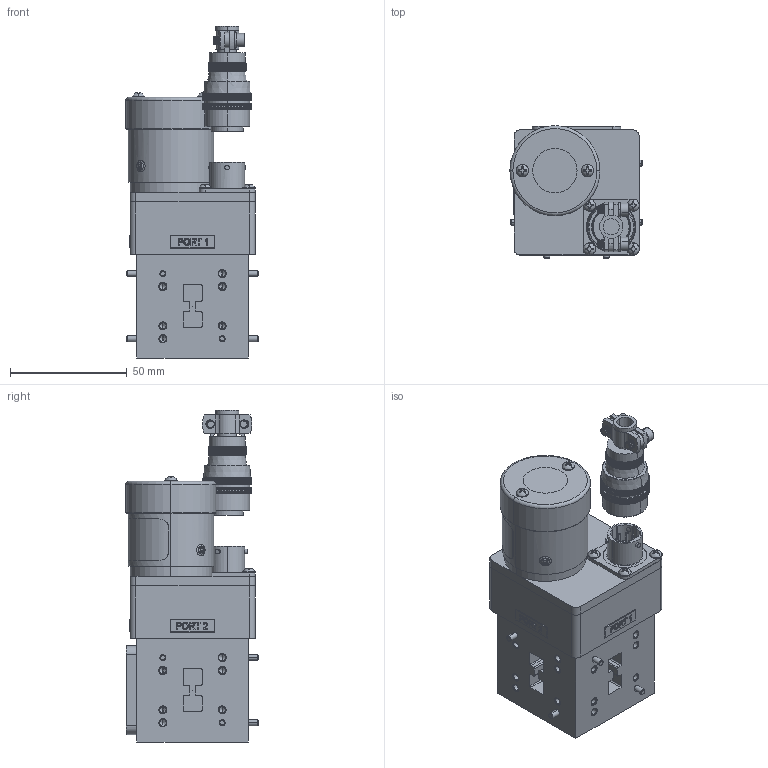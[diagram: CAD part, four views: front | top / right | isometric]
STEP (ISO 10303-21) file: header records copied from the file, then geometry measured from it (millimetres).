
FILE_DESCRIPTION (( 'STEP AP214' ), '1' );
FILE_NAME ('PEWGS6044-45-46-47 ¦ FMWGS6044-45-46-47.step', '2021-04-23T16:23:07', ( '' ), ( '' ), 'SwSTEP 2.0', 'SolidWorks 2020', '' );
FILE_SCHEMA (( 'AUTOMOTIVE_DESIGN' ));
Length unit declared in the file: inch
Products named in the file (1): PEWGS6044-45-46-47 ｦ FMWGS6044-45-46-47
Bounding box: 56.71 x 56.71 x 142.35 mm (x, y, z)
Volume: 230933.9 mm3; surface area: 49560.9 mm2
Topology: 17 solids, 18 shells, 8326 faces, 19061 edges, 10862 vertices
Faces by surface type: bspline 5489, cylinder 1857, plane 672, cone 246, torus 46, sphere 16
Entity records: 388947 total; most frequent: CARTESIAN_POINT 166961, ORIENTED_EDGE 37970, EDGE_CURVE 18985, DIRECTION 11446, VERTEX_POINT 10862, EDGE_LOOP 8519, ADVANCED_FACE 8326, FACE_OUTER_BOUND 8326
